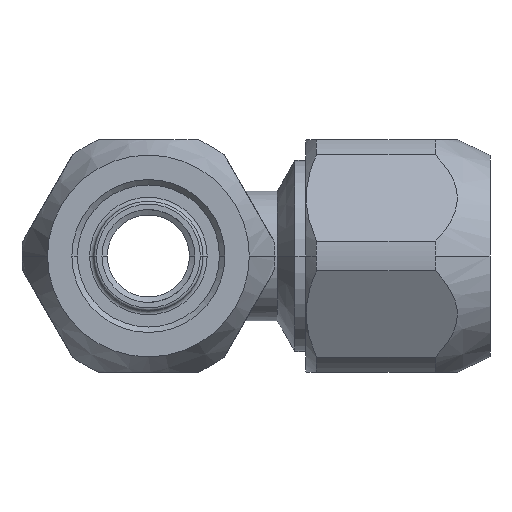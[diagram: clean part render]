
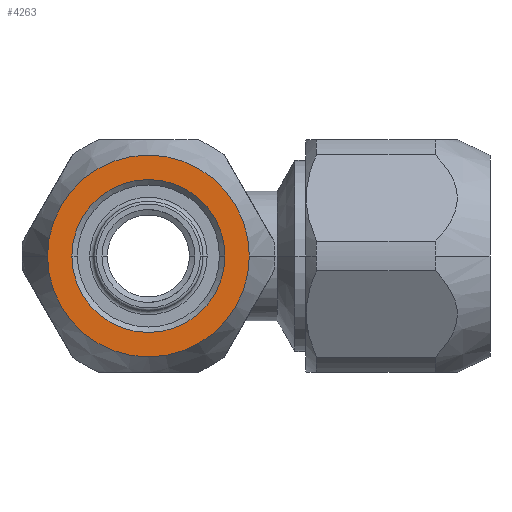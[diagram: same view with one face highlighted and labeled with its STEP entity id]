
A CAD part, left-side view. The second image highlights one B-rep face of the part: STEP entity #4263.
In plain terms, the highlighted planar face has unit normal (-1, 0, 0).
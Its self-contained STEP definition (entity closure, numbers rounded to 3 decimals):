
#1509=CARTESIAN_POINT('',(-25.,0.,0.));
#1510=DIRECTION('',(-1.,0.,0.));
#1511=DIRECTION('',(0.,1.,0.));
#1512=AXIS2_PLACEMENT_3D('',#1509,#1510,#1511);
#1523=CARTESIAN_POINT('',(-25.,0.,0.));
#1524=DIRECTION('',(1.,0.,0.));
#1525=DIRECTION('',(0.,1.,0.));
#1526=AXIS2_PLACEMENT_3D('',#1523,#1524,#1525);
#1532=CARTESIAN_POINT('',(-25.,0.,0.));
#1533=DIRECTION('',(-1.,0.,0.));
#1534=DIRECTION('',(0.,1.,0.));
#1535=AXIS2_PLACEMENT_3D('',#1532,#1533,#1534);
#1537=CARTESIAN_POINT('',(-25.,0.,0.));
#1538=DIRECTION('',(1.,0.,0.));
#1539=DIRECTION('',(0.,1.,0.));
#1540=AXIS2_PLACEMENT_3D('',#1537,#1538,#1539);
#2093=CARTESIAN_POINT('',(-25.,7.385,0.));
#2095=VERTEX_POINT('',#2093);
#2101=CARTESIAN_POINT('',(-25.,-7.385,0.));
#2103=VERTEX_POINT('',#2101);
#2128=CARTESIAN_POINT('',(-25.,5.6,0.));
#2129=CARTESIAN_POINT('',(-25.,-5.6,0.));
#2130=VERTEX_POINT('',#2128);
#2131=VERTEX_POINT('',#2129);
#4248=CARTESIAN_POINT('',(-25.,0.,0.));
#4249=DIRECTION('',(1.,0.,0.));
#4250=DIRECTION('',(0.,-1.,0.));
#4251=AXIS2_PLACEMENT_3D('',#4248,#4249,#4250);
#4252=PLANE('',#4251);
#4254=ORIENTED_EDGE('',*,*,#4253,.F.);
#4256=ORIENTED_EDGE('',*,*,#4255,.T.);
#4257=EDGE_LOOP('',(#4254,#4256));
#4258=FACE_OUTER_BOUND('',#4257,.F.);
#4259=ORIENTED_EDGE('',*,*,#4242,.F.);
#4260=ORIENTED_EDGE('',*,*,#4228,.T.);
#4261=EDGE_LOOP('',(#4259,#4260));
#4262=FACE_BOUND('',#4261,.F.);
#4263=ADVANCED_FACE('',(#4258,#4262),#4252,.F.);
#1513=CIRCLE('',#1512,5.6);
#1527=CIRCLE('',#1526,5.6);
#1536=CIRCLE('',#1535,7.385);
#1541=CIRCLE('',#1540,7.385);
#4228=EDGE_CURVE('',#2130,#2131,#1513,.T.);
#4242=EDGE_CURVE('',#2130,#2131,#1527,.T.);
#4253=EDGE_CURVE('',#2095,#2103,#1536,.T.);
#4255=EDGE_CURVE('',#2095,#2103,#1541,.T.);
